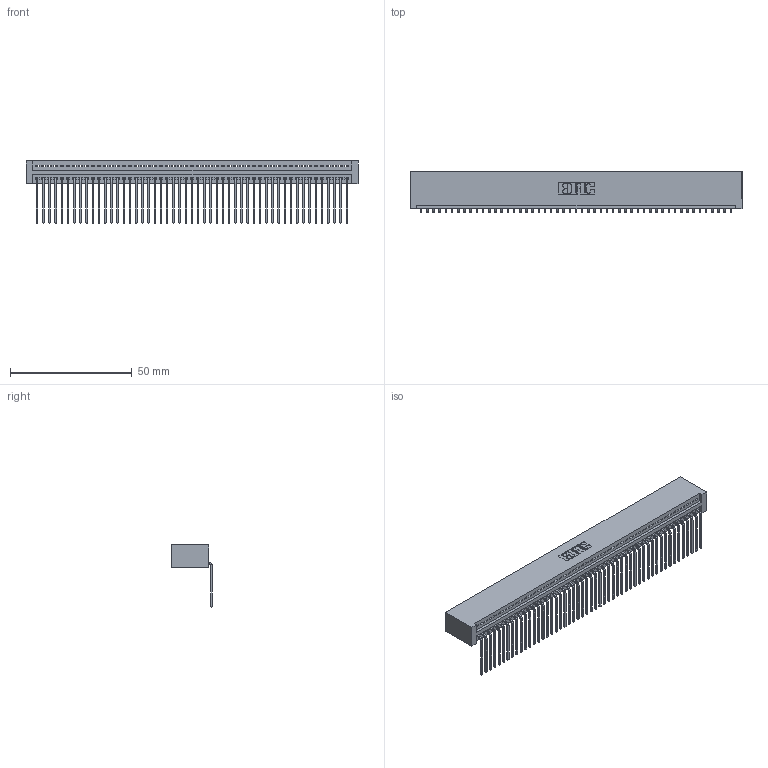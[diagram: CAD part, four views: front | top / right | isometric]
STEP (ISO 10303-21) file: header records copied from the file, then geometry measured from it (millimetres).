
FILE_DESCRIPTION (( 'STEP AP203' ), '1' );
FILE_NAME ('345-051-559-101.STEP', '2018-09-22T18:44:19', ( '' ), ( '' ), 'SwSTEP 2.0', 'SolidWorks 2016', '' );
FILE_SCHEMA (( 'CONFIG_CONTROL_DESIGN' ));
Length unit declared in the file: inch
Products named in the file (3): 345 Part_No Mounting Lugs; 345-292-001_558 559 Tail - 1; 345-051-559-101
Assembly tree (52 placements, depth 2):
  345-051-559-101
    345 Part_No Mounting Lugs
    345-292-001_558 559 Tail - 1  x51
Bounding box: 136.14 x 16.75 x 25.53 mm (x, y, z)
Volume: 13759.1 mm3; surface area: 19595.5 mm2
Topology: 52 solids, 52 shells, 3178 faces, 9599 edges, 6330 vertices
Faces by surface type: plane 2218, cylinder 960
Entity records: 36979 total; most frequent: CARTESIAN_POINT 6413, ORIENTED_EDGE 6398, DIRECTION 5581, EDGE_CURVE 3199, LINE 2871, VECTOR 2871, VERTEX_POINT 2130, AXIS2_PLACEMENT_3D 1355
